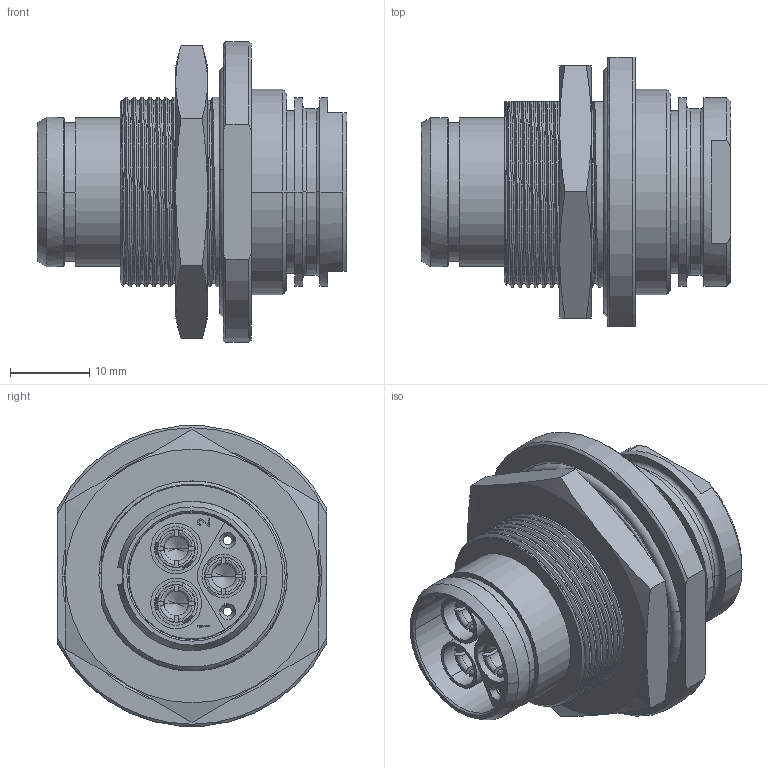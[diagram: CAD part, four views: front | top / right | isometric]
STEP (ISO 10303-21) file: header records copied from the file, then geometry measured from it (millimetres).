
FILE_DESCRIPTION((''),'2;1');
FILE_NAME('1331EV303FS_ASM','2023-03-16T11:03:19',('paultorloting'),('NET AG system integration'),'CREO PARAMETRIC BY PTC INC, 2021404','CREO PARAMETRIC BY PTC INC, 2021404','');
FILE_SCHEMA(('AUTOMOTIVE_DESIGN { 1 0 10303 214 1 1 1 1 }'));
Length unit declared in the file: millimetre
Products named in the file (14): 3308_0313_XXX; 501562_001_99; 507169_001_XX; 506313_001_XX; 3308_0323_XXX; 1330EVR300_ASM; 506311_001_XX_ENGESER; 506327_001_XX; 3300_0400_XXX_OLD; 133009F_ASM; 506470_001_XX; 133009FM_ASM; 1331303FS_ASM; 1331EV303FS_ASM
Assembly tree (16 placements, depth 4):
  1331EV303FS_ASM
    1330EVR300_ASM
      3308_0313_XXX
      501562_001_99
      507169_001_XX
      506313_001_XX
      3308_0323_XXX
    1331303FS_ASM
      506311_001_XX_ENGESER
      133009F_ASM  x2
        506327_001_XX
        3300_0400_XXX_OLD
      133009FM_ASM
        506327_001_XX
        3300_0400_XXX_OLD
        506470_001_XX
Bounding box: 39.1 x 34 x 37.86 mm (x, y, z)
Volume: 13823.3 mm3; surface area: 19056.9 mm2
Topology: 13 solids, 13 shells, 831 faces, 2300 edges, 1523 vertices
Faces by surface type: plane 301, cylinder 290, bspline 84, cone 77, torus 61, extrusion 18
Entity records: 41933 total; most frequent: CARTESIAN_POINT 21516, DIRECTION 2930, ORIENTED_EDGE 2820, EDGE_CURVE 1410, AXIS2_PLACEMENT_3D 1108, PRESENTATION_STYLE_ASSIGNMENT 1059, STYLED_ITEM 1059, CURVE_STYLE 1052
